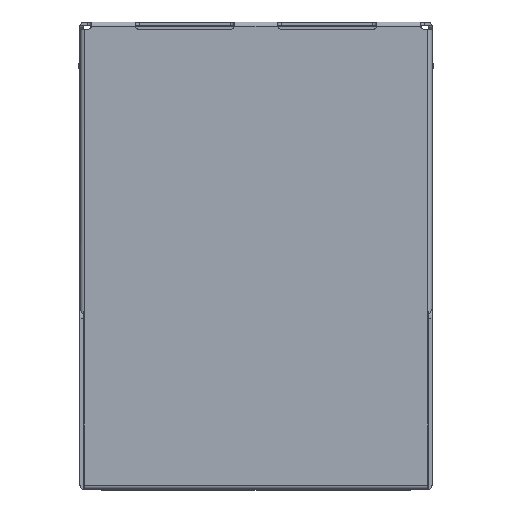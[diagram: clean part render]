
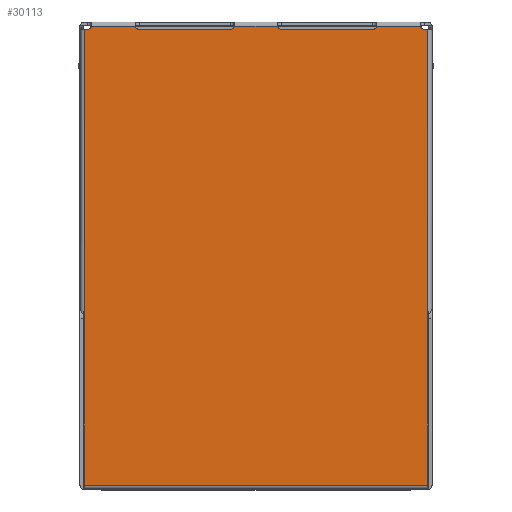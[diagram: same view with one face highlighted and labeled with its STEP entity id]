
A CAD part, top view. The second image highlights one B-rep face of the part: STEP entity #30113.
In plain terms, the highlighted planar face has unit normal (0, 0, 1).
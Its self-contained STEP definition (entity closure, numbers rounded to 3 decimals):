
#21 = CARTESIAN_POINT ( 'NONE',  ( -7.675, 8.077, 13.5 ) ) ;
#111 = ORIENTED_EDGE ( 'NONE', *, *, #6048, .T. ) ;
#205 = VERTEX_POINT ( 'NONE', #23908 ) ;
#294 = ORIENTED_EDGE ( 'NONE', *, *, #15064, .T. ) ;
#439 = CARTESIAN_POINT ( 'NONE',  ( -7.82, -4.969, 13.5 ) ) ;
#507 = VERTEX_POINT ( 'NONE', #6017 ) ;
#693 = VERTEX_POINT ( 'NONE', #22181 ) ;
#797 = CARTESIAN_POINT ( 'NONE',  ( 7.82, -4.969, 13.5 ) ) ;
#801 = ORIENTED_EDGE ( 'NONE', *, *, #15395, .F. ) ;
#1110 = AXIS2_PLACEMENT_3D ( 'NONE', #5697, #5882, #16221 ) ;
#1179 = CARTESIAN_POINT ( 'NONE',  ( 5.325, 8.252, 13.5 ) ) ;
#1552 = CARTESIAN_POINT ( 'NONE',  ( 7.82, -12.881, 13.5 ) ) ;
#1558 = AXIS2_PLACEMENT_3D ( 'NONE', #23318, #17806, #28177 ) ;
#2207 = EDGE_CURVE ( 'NONE', #31626, #205, #30016, .T. ) ;
#2361 = DIRECTION ( 'NONE',  ( 0., -1., 0. ) ) ;
#2478 = EDGE_CURVE ( 'NONE', #205, #16966, #7071, .T. ) ;
#2621 = EDGE_CURVE ( 'NONE', #21712, #24282, #8081, .T. ) ;
#3357 = CARTESIAN_POINT ( 'NONE',  ( 7.675, 8.077, 13.5 ) ) ;
#3388 = ORIENTED_EDGE ( 'NONE', *, *, #5842, .T. ) ;
#3574 = VERTEX_POINT ( 'NONE', #21 ) ;
#4012 = LINE ( 'NONE', #29242, #21802 ) ;
#4060 = CARTESIAN_POINT ( 'NONE',  ( 0., 8.219, 13.5 ) ) ;
#4266 = VECTOR ( 'NONE', #5082, 1000. ) ;
#4746 = LINE ( 'NONE', #1552, #4266 ) ;
#4839 = CIRCLE ( 'NONE', #1110, 0.175 ) ;
#5082 = DIRECTION ( 'NONE',  ( 0., -1., 0. ) ) ;
#5168 = VERTEX_POINT ( 'NONE', #27366 ) ;
#5697 = CARTESIAN_POINT ( 'NONE',  ( 7.675, 8.252, 13.5 ) ) ;
#5842 = EDGE_CURVE ( 'NONE', #30304, #19161, #7062, .T. ) ;
#5852 = VECTOR ( 'NONE', #24499, 1000. ) ;
#5882 = DIRECTION ( 'NONE',  ( 0., 0., -1. ) ) ;
#6017 = CARTESIAN_POINT ( 'NONE',  ( 1.003, 8.219, 13.5 ) ) ;
#6034 = ORIENTED_EDGE ( 'NONE', *, *, #2621, .T. ) ;
#6048 = EDGE_CURVE ( 'NONE', #13811, #20124, #10602, .T. ) ;
#6092 = EDGE_CURVE ( 'NONE', #507, #693, #4012, .T. ) ;
#6315 = LINE ( 'NONE', #11634, #25594 ) ;
#6364 = VECTOR ( 'NONE', #18804, 1000. ) ;
#6412 = AXIS2_PLACEMENT_3D ( 'NONE', #13684, #29553, #11360 ) ;
#7062 = LINE ( 'NONE', #22456, #33054 ) ;
#7071 = LINE ( 'NONE', #17266, #23986 ) ;
#7230 = DIRECTION ( 'NONE',  ( -1., 0., 0. ) ) ;
#7286 = CARTESIAN_POINT ( 'NONE',  ( 7.82, -2.231, 13.5 ) ) ;
#7576 = CARTESIAN_POINT ( 'NONE',  ( -1., 8.077, 13.5 ) ) ;
#7598 = CARTESIAN_POINT ( 'NONE',  ( 7.82, 8.077, 13.5 ) ) ;
#8081 = LINE ( 'NONE', #30475, #29851 ) ;
#8256 = VERTEX_POINT ( 'NONE', #13003 ) ;
#8624 = CARTESIAN_POINT ( 'NONE',  ( -7.82, 8.077, 13.5 ) ) ;
#8988 = CARTESIAN_POINT ( 'NONE',  ( 5.5, 8.077, 13.5 ) ) ;
#9571 = DIRECTION ( 'NONE',  ( 0., 0., 1. ) ) ;
#10080 = CIRCLE ( 'NONE', #6412, 0.175 ) ;
#10171 = EDGE_CURVE ( 'NONE', #3574, #21712, #18462, .T. ) ;
#10371 = VECTOR ( 'NONE', #14993, 1000. ) ;
#10602 = CIRCLE ( 'NONE', #18603, 0.175 ) ;
#10911 = EDGE_CURVE ( 'NONE', #8256, #507, #10080, .T. ) ;
#11043 = DIRECTION ( 'NONE',  ( -1., 0., 0. ) ) ;
#11360 = DIRECTION ( 'NONE',  ( 1., 0., 0. ) ) ;
#11556 = AXIS2_PLACEMENT_3D ( 'NONE', #22246, #9571, #19754 ) ;
#11634 = CARTESIAN_POINT ( 'NONE',  ( 7.82, 8.077, 13.5 ) ) ;
#11739 = ORIENTED_EDGE ( 'NONE', *, *, #27998, .T. ) ;
#12076 = EDGE_LOOP ( 'NONE', ( #6034, #294, #3388, #801, #11739, #32679, #26902, #28344, #111, #21102, #31733, #26805, #31784, #24447, #31580, #27802, #24831, #14860 ) ) ;
#12121 = CARTESIAN_POINT ( 'NONE',  ( 5.497, 8.219, 13.5 ) ) ;
#12566 = CARTESIAN_POINT ( 'NONE',  ( -7.675, 8.252, 13.5 ) ) ;
#13003 = CARTESIAN_POINT ( 'NONE',  ( 1.175, 8.077, 13.5 ) ) ;
#13063 = DIRECTION ( 'NONE',  ( 1., 0., 0. ) ) ;
#13271 = DIRECTION ( 'NONE',  ( 1., 0., 0. ) ) ;
#13327 = VERTEX_POINT ( 'NONE', #797 ) ;
#13344 = CARTESIAN_POINT ( 'NONE',  ( -5.325, 8.077, 13.5 ) ) ;
#13549 = DIRECTION ( 'NONE',  ( 1., 0., 0. ) ) ;
#13684 = CARTESIAN_POINT ( 'NONE',  ( 1.175, 8.252, 13.5 ) ) ;
#13811 = VERTEX_POINT ( 'NONE', #12121 ) ;
#13842 = VECTOR ( 'NONE', #30681, 1000. ) ;
#14185 = CARTESIAN_POINT ( 'NONE',  ( 7.82, -12.681, 13.5 ) ) ;
#14551 = PLANE ( 'NONE',  #11556 ) ;
#14758 = EDGE_CURVE ( 'NONE', #31344, #17561, #6315, .T. ) ;
#14832 = EDGE_CURVE ( 'NONE', #8256, #20124, #31884, .T. ) ;
#14860 = ORIENTED_EDGE ( 'NONE', *, *, #10171, .T. ) ;
#14993 = DIRECTION ( 'NONE',  ( 0., 1., 0. ) ) ;
#15059 = EDGE_CURVE ( 'NONE', #693, #5168, #27734, .T. ) ;
#15064 = EDGE_CURVE ( 'NONE', #24282, #30304, #15804, .T. ) ;
#15395 = EDGE_CURVE ( 'NONE', #13327, #19161, #4746, .T. ) ;
#15788 = EDGE_CURVE ( 'NONE', #31344, #20359, #4839, .T. ) ;
#15804 = LINE ( 'NONE', #20497, #13842 ) ;
#16221 = DIRECTION ( 'NONE',  ( 1., 0., 0. ) ) ;
#16235 = DIRECTION ( 'NONE',  ( 0., 0., -1. ) ) ;
#16966 = VERTEX_POINT ( 'NONE', #23535 ) ;
#17261 = DIRECTION ( 'NONE',  ( 1., 0., 0. ) ) ;
#17266 = CARTESIAN_POINT ( 'NONE',  ( 0., 8.219, 13.5 ) ) ;
#17561 = VERTEX_POINT ( 'NONE', #7598 ) ;
#17806 = DIRECTION ( 'NONE',  ( 0., 0., -1. ) ) ;
#18298 = DIRECTION ( 'NONE',  ( 0., 0., -1. ) ) ;
#18462 = LINE ( 'NONE', #8624, #6364 ) ;
#18603 = AXIS2_PLACEMENT_3D ( 'NONE', #1179, #16235, #24390 ) ;
#18804 = DIRECTION ( 'NONE',  ( -1., 0., 0. ) ) ;
#18864 = EDGE_CURVE ( 'NONE', #16966, #3574, #24882, .T. ) ;
#19144 = CARTESIAN_POINT ( 'NONE',  ( 7.503, 8.219, 13.5 ) ) ;
#19161 = VERTEX_POINT ( 'NONE', #14185 ) ;
#19754 = DIRECTION ( 'NONE',  ( 1., 0., 0. ) ) ;
#20124 = VERTEX_POINT ( 'NONE', #33096 ) ;
#20156 = LINE ( 'NONE', #7286, #10371 ) ;
#20276 = LINE ( 'NONE', #7576, #27036 ) ;
#20359 = VERTEX_POINT ( 'NONE', #19144 ) ;
#20497 = CARTESIAN_POINT ( 'NONE',  ( -7.82, -12.881, 13.5 ) ) ;
#20788 = VECTOR ( 'NONE', #31337, 1000. ) ;
#20817 = EDGE_CURVE ( 'NONE', #20359, #13811, #26451, .T. ) ;
#21060 = EDGE_CURVE ( 'NONE', #31626, #5168, #20276, .T. ) ;
#21102 = ORIENTED_EDGE ( 'NONE', *, *, #14832, .F. ) ;
#21712 = VERTEX_POINT ( 'NONE', #27214 ) ;
#21802 = VECTOR ( 'NONE', #11043, 1000. ) ;
#22084 = FACE_OUTER_BOUND ( 'NONE', #12076, .T. ) ;
#22181 = CARTESIAN_POINT ( 'NONE',  ( -1.003, 8.219, 13.5 ) ) ;
#22246 = CARTESIAN_POINT ( 'NONE',  ( 0., -2.231, 13.5 ) ) ;
#22456 = CARTESIAN_POINT ( 'NONE',  ( 0., -12.681, 13.5 ) ) ;
#23318 = CARTESIAN_POINT ( 'NONE',  ( -1.175, 8.252, 13.5 ) ) ;
#23535 = CARTESIAN_POINT ( 'NONE',  ( -7.503, 8.219, 13.5 ) ) ;
#23837 = DIRECTION ( 'NONE',  ( 1., 0., 0. ) ) ;
#23908 = CARTESIAN_POINT ( 'NONE',  ( -5.497, 8.219, 13.5 ) ) ;
#23986 = VECTOR ( 'NONE', #7230, 1000. ) ;
#24282 = VERTEX_POINT ( 'NONE', #439 ) ;
#24390 = DIRECTION ( 'NONE',  ( 1., 0., 0. ) ) ;
#24447 = ORIENTED_EDGE ( 'NONE', *, *, #21060, .F. ) ;
#24499 = DIRECTION ( 'NONE',  ( 1., 0., 0. ) ) ;
#24831 = ORIENTED_EDGE ( 'NONE', *, *, #18864, .T. ) ;
#24882 = CIRCLE ( 'NONE', #29153, 0.175 ) ;
#25594 = VECTOR ( 'NONE', #23837, 1000. ) ;
#26451 = LINE ( 'NONE', #4060, #20788 ) ;
#26805 = ORIENTED_EDGE ( 'NONE', *, *, #6092, .T. ) ;
#26902 = ORIENTED_EDGE ( 'NONE', *, *, #15788, .T. ) ;
#27036 = VECTOR ( 'NONE', #13549, 1000. ) ;
#27214 = CARTESIAN_POINT ( 'NONE',  ( -7.82, 8.077, 13.5 ) ) ;
#27366 = CARTESIAN_POINT ( 'NONE',  ( -1.175, 8.077, 13.5 ) ) ;
#27734 = CIRCLE ( 'NONE', #1558, 0.175 ) ;
#27802 = ORIENTED_EDGE ( 'NONE', *, *, #2478, .T. ) ;
#27998 = EDGE_CURVE ( 'NONE', #13327, #17561, #20156, .T. ) ;
#28177 = DIRECTION ( 'NONE',  ( 1., 0., 0. ) ) ;
#28344 = ORIENTED_EDGE ( 'NONE', *, *, #20817, .T. ) ;
#29153 = AXIS2_PLACEMENT_3D ( 'NONE', #12566, #32996, #13063 ) ;
#29242 = CARTESIAN_POINT ( 'NONE',  ( 0., 8.219, 13.5 ) ) ;
#29553 = DIRECTION ( 'NONE',  ( 0., 0., -1. ) ) ;
#29851 = VECTOR ( 'NONE', #2361, 1000. ) ;
#30016 = CIRCLE ( 'NONE', #30579, 0.175 ) ;
#30113 = ADVANCED_FACE ( 'NONE', ( #22084 ), #14551, .T. ) ;
#30304 = VERTEX_POINT ( 'NONE', #32624 ) ;
#30475 = CARTESIAN_POINT ( 'NONE',  ( -7.82, -2.231, 13.5 ) ) ;
#30579 = AXIS2_PLACEMENT_3D ( 'NONE', #33052, #18298, #13271 ) ;
#30681 = DIRECTION ( 'NONE',  ( 0., -1., 0. ) ) ;
#31337 = DIRECTION ( 'NONE',  ( -1., 0., 0. ) ) ;
#31344 = VERTEX_POINT ( 'NONE', #3357 ) ;
#31580 = ORIENTED_EDGE ( 'NONE', *, *, #2207, .T. ) ;
#31626 = VERTEX_POINT ( 'NONE', #13344 ) ;
#31733 = ORIENTED_EDGE ( 'NONE', *, *, #10911, .T. ) ;
#31784 = ORIENTED_EDGE ( 'NONE', *, *, #15059, .T. ) ;
#31884 = LINE ( 'NONE', #8988, #5852 ) ;
#32624 = CARTESIAN_POINT ( 'NONE',  ( -7.82, -12.681, 13.5 ) ) ;
#32679 = ORIENTED_EDGE ( 'NONE', *, *, #14758, .F. ) ;
#32996 = DIRECTION ( 'NONE',  ( 0., 0., -1. ) ) ;
#33052 = CARTESIAN_POINT ( 'NONE',  ( -5.325, 8.252, 13.5 ) ) ;
#33054 = VECTOR ( 'NONE', #17261, 1000. ) ;
#33096 = CARTESIAN_POINT ( 'NONE',  ( 5.325, 8.077, 13.5 ) ) ;
